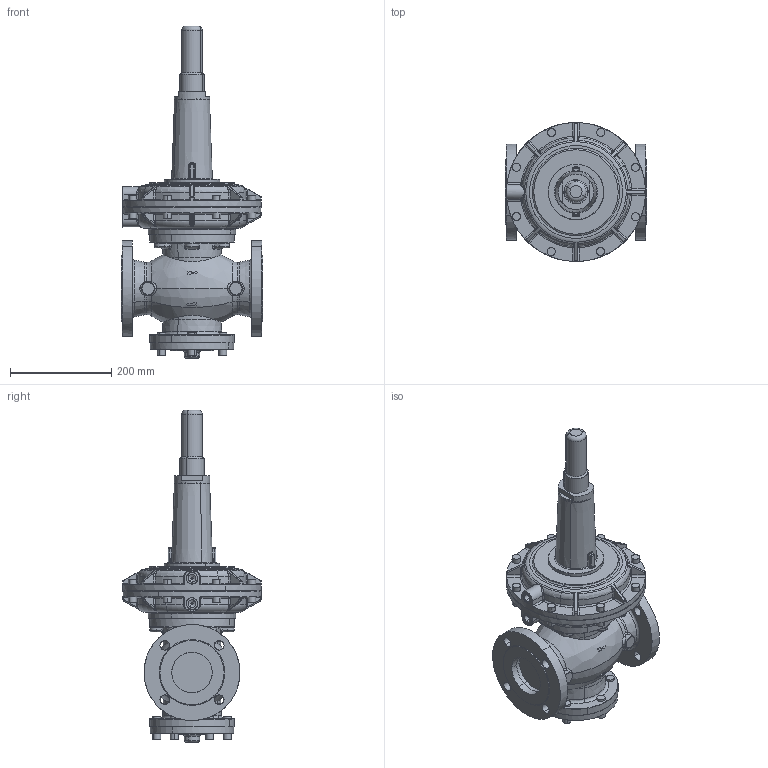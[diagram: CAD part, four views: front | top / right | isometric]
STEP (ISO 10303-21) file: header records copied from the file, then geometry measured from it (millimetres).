
FILE_DESCRIPTION(('CATIA V5 STEP Exchange'),'2;1');
FILE_NAME('R100-R100-U DN080 275 HDS ANSI.stp','2023-05-08T07:00:53+00:00',('none'),('none'),'CATIA Version 5-6 Release 2018 SP2','CATIA V5 STEP AP203','none');
FILE_SCHEMA(('CONFIG_CONTROL_DESIGN'));
Products named in the file (2): R100; Produkt1
Assembly tree (5 placements, depth 3):
  R100
    #57
    Produkt1
      #49016
      #49877
    #50560
Bounding box: 280 x 275 x 657 mm (x, y, z)
Volume: 10746185.4 mm3; surface area: 636800.1 mm2
Topology: 5 solids, 16 shells, 1135 faces, 2738 edges, 1597 vertices
Faces by surface type: cylinder 369, bspline 219, torus 205, plane 198, cone 67, sphere 67, revolution 10
Entity records: 52220 total; most frequent: CARTESIAN_POINT 31022, ORIENTED_EDGE 5296, EDGE_CURVE 2648, DIRECTION 2537, VERTEX_POINT 1597, AXIS2_PLACEMENT_3D 1489, EDGE_LOOP 1211, ADVANCED_FACE 1135
